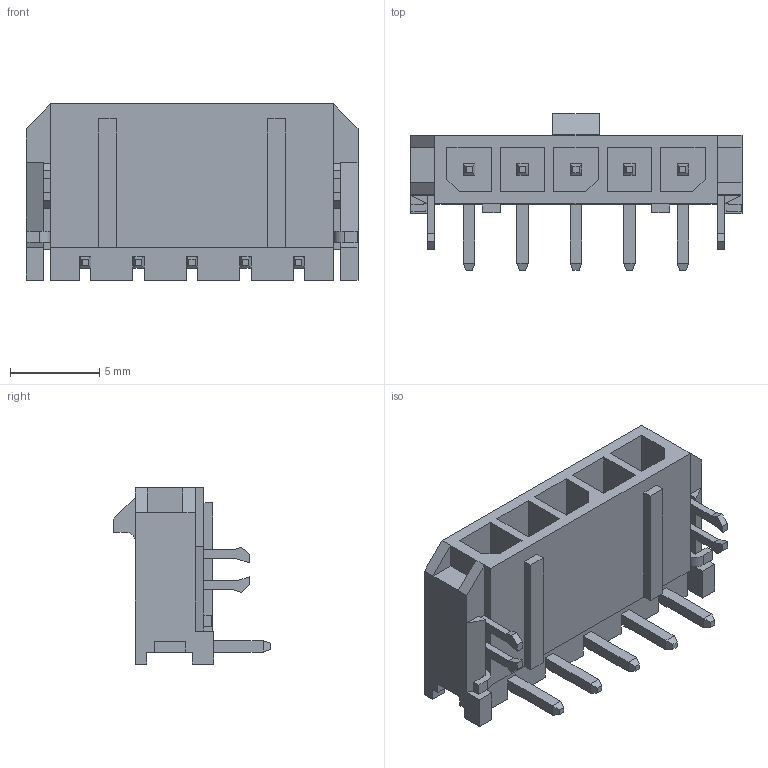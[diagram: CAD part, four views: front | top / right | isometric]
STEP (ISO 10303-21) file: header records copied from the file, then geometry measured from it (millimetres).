
FILE_DESCRIPTION((''),'2;1');
FILE_NAME('436500503','2020-10-20T',('me'),(''),'PRO/ENGINEER BY PARAMETRIC TECHNOLOGY CORPORATION, 2016010','PRO/ENGINEER BY PARAMETRIC TECHNOLOGY CORPORATION, 2016010','');
FILE_SCHEMA(('CONFIG_CONTROL_DESIGN'));
Length unit declared in the file: millimetre
Products named in the file (1): 436500503
Bounding box: 18.64 x 8.79 x 9.9 mm (x, y, z)
Volume: 461.6 mm3; surface area: 1157.3 mm2
Topology: 2 solids, 2 shells, 360 faces, 957 edges, 612 vertices
Faces by surface type: plane 353, cylinder 7
Entity records: 10883 total; most frequent: CARTESIAN_POINT 1916, ORIENTED_EDGE 1886, DIRECTION 1707, EDGE_CURVE 943, VECTOR 929, LINE 929, VERTEX_POINT 598, AXIS2_PLACEMENT_3D 389
